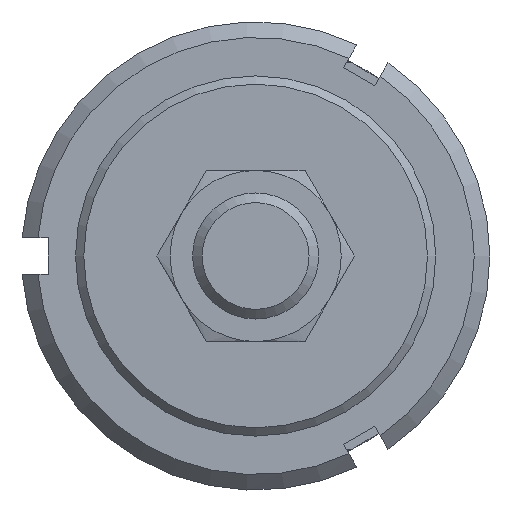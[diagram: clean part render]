
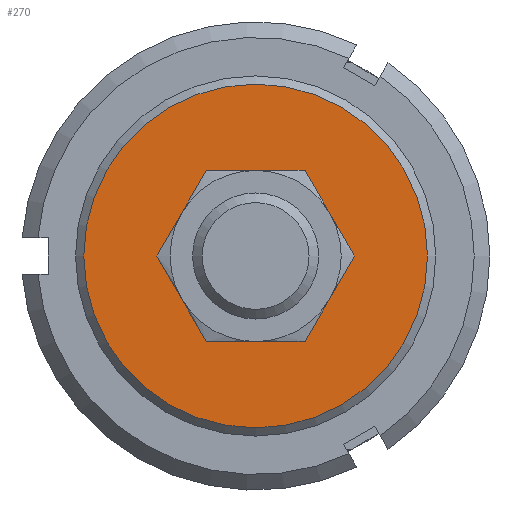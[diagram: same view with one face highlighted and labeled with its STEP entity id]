
A CAD part, left-side view. The second image highlights one B-rep face of the part: STEP entity #270.
In plain terms, the highlighted face is planar.
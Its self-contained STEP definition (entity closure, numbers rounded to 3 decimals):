
#270 = ADVANCED_FACE( '', ( #560, #561 ), #562, .F. );
#560 = FACE_BOUND( '', #944, .T. );
#561 = FACE_OUTER_BOUND( '', #945, .T. );
#562 = PLANE( '', #946 );
#944 = EDGE_LOOP( '', ( #1353 ) );
#945 = EDGE_LOOP( '', ( #1354 ) );
#946 = AXIS2_PLACEMENT_3D( '', #1355, #1356, #1357 );
#1353 = ORIENTED_EDGE( '', *, *, #2217, .F. );
#1354 = ORIENTED_EDGE( '', *, *, #2218, .T. );
#1355 = CARTESIAN_POINT( '', ( 43., 19.08, 0. ) );
#1356 = DIRECTION( '', ( -1., 0., 0. ) );
#1357 = DIRECTION( '', ( 0., 0., 1. ) );
#2217 = EDGE_CURVE( '', #2583, #2583, #2584, .T. );
#2218 = EDGE_CURVE( '', #2585, #2585, #2586, .T. );
#2583 = VERTEX_POINT( '', #3092 );
#2584 = CIRCLE( '', #3093, 7. );
#2585 = VERTEX_POINT( '', #3094 );
#2586 = CIRCLE( '', #3095, 19.08 );
#3092 = CARTESIAN_POINT( '', ( 43., 0., -7. ) );
#3093 = AXIS2_PLACEMENT_3D( '', #3853, #3854, #3855 );
#3094 = CARTESIAN_POINT( '', ( 43., 0., -19.08 ) );
#3095 = AXIS2_PLACEMENT_3D( '', #3856, #3857, #3858 );
#3853 = CARTESIAN_POINT( '', ( 43., 0., 0. ) );
#3854 = DIRECTION( '', ( 1., 0., 0. ) );
#3855 = DIRECTION( '', ( 0., 0., -1. ) );
#3856 = CARTESIAN_POINT( '', ( 43., 0., 0. ) );
#3857 = DIRECTION( '', ( 1., 0., 0. ) );
#3858 = DIRECTION( '', ( 0., 0., -1. ) );
